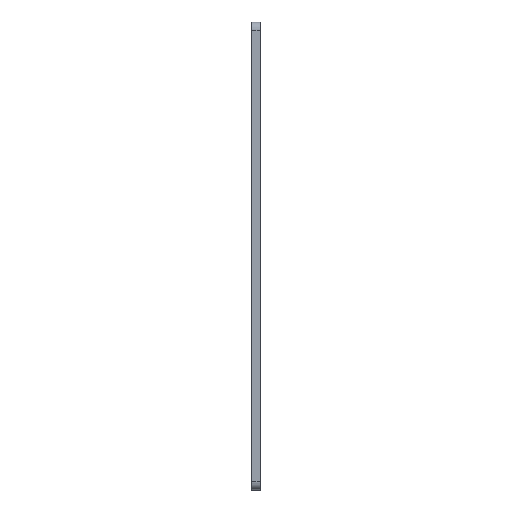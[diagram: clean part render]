
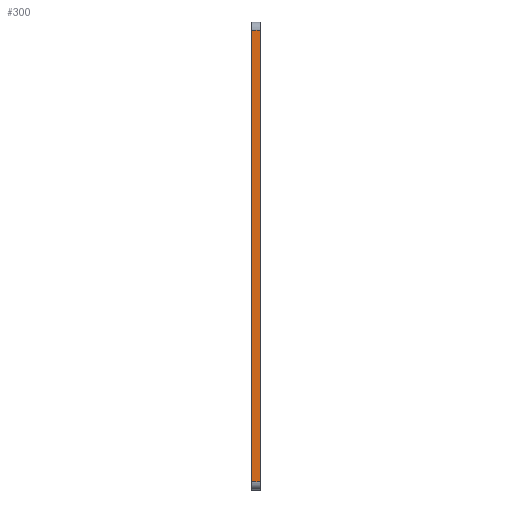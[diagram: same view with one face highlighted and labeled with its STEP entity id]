
A CAD part, left-side view. The second image highlights one B-rep face of the part: STEP entity #300.
In plain terms, the highlighted planar face has unit normal (-1, 0, 0).
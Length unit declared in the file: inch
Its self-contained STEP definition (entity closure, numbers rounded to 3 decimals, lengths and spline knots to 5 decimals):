
#91 = DIRECTION ( 'NONE',  ( 0., -1., 0. ) ) ;
#149 = CARTESIAN_POINT ( 'NONE',  ( 0., 0.25, -0.25 ) ) ;
#177 = VERTEX_POINT ( 'NONE', #562 ) ;
#300 = ADVANCED_FACE ( 'NONE', ( #1282 ), #1065, .F. ) ;
#312 = DIRECTION ( 'NONE',  ( 0., 1., 0. ) ) ;
#410 = DIRECTION ( 'NONE',  ( 1., 0., 0. ) ) ;
#562 = CARTESIAN_POINT ( 'NONE',  ( 0., 0., -0.25 ) ) ;
#672 = AXIS2_PLACEMENT_3D ( 'NONE', #870, #410, #1715 ) ;
#774 = ORIENTED_EDGE ( 'NONE', *, *, #2646, .F. ) ;
#870 = CARTESIAN_POINT ( 'NONE',  ( 0., 0.25, 0. ) ) ;
#920 = VECTOR ( 'NONE', #972, 39.37008 ) ;
#972 = DIRECTION ( 'NONE',  ( 0., 0., 1. ) ) ;
#984 = VECTOR ( 'NONE', #91, 39.37008 ) ;
#986 = VERTEX_POINT ( 'NONE', #2500 ) ;
#1009 = EDGE_CURVE ( 'NONE', #177, #1614, #2078, .T. ) ;
#1065 = PLANE ( 'NONE',  #672 ) ;
#1068 = ORIENTED_EDGE ( 'NONE', *, *, #2571, .T. ) ;
#1282 = FACE_OUTER_BOUND ( 'NONE', #2077, .T. ) ;
#1542 = EDGE_CURVE ( 'NONE', #1877, #986, #2430, .T. ) ;
#1614 = VERTEX_POINT ( 'NONE', #2589 ) ;
#1701 = ORIENTED_EDGE ( 'NONE', *, *, #1009, .T. ) ;
#1715 = DIRECTION ( 'NONE',  ( 0., 0., -1. ) ) ;
#1797 = CARTESIAN_POINT ( 'NONE',  ( 0., 0.25, -13.75 ) ) ;
#1877 = VERTEX_POINT ( 'NONE', #2293 ) ;
#1891 = DIRECTION ( 'NONE',  ( 0., 0., 1. ) ) ;
#2041 = CARTESIAN_POINT ( 'NONE',  ( 0., 0., 0. ) ) ;
#2077 = EDGE_LOOP ( 'NONE', ( #774, #2784, #1068, #1701 ) ) ;
#2078 = LINE ( 'NONE', #149, #2192 ) ;
#2192 = VECTOR ( 'NONE', #312, 39.37008 ) ;
#2293 = CARTESIAN_POINT ( 'NONE',  ( 0., 0.25, -13.75 ) ) ;
#2361 = VECTOR ( 'NONE', #1891, 39.37008 ) ;
#2430 = LINE ( 'NONE', #1797, #984 ) ;
#2480 = LINE ( 'NONE', #2041, #920 ) ;
#2500 = CARTESIAN_POINT ( 'NONE',  ( 0., 0., -13.75 ) ) ;
#2571 = EDGE_CURVE ( 'NONE', #986, #177, #2480, .T. ) ;
#2577 = LINE ( 'NONE', #2769, #2361 ) ;
#2589 = CARTESIAN_POINT ( 'NONE',  ( 0., 0.25, -0.25 ) ) ;
#2646 = EDGE_CURVE ( 'NONE', #1877, #1614, #2577, .T. ) ;
#2769 = CARTESIAN_POINT ( 'NONE',  ( 0., 0.25, 0. ) ) ;
#2784 = ORIENTED_EDGE ( 'NONE', *, *, #1542, .T. ) ;
